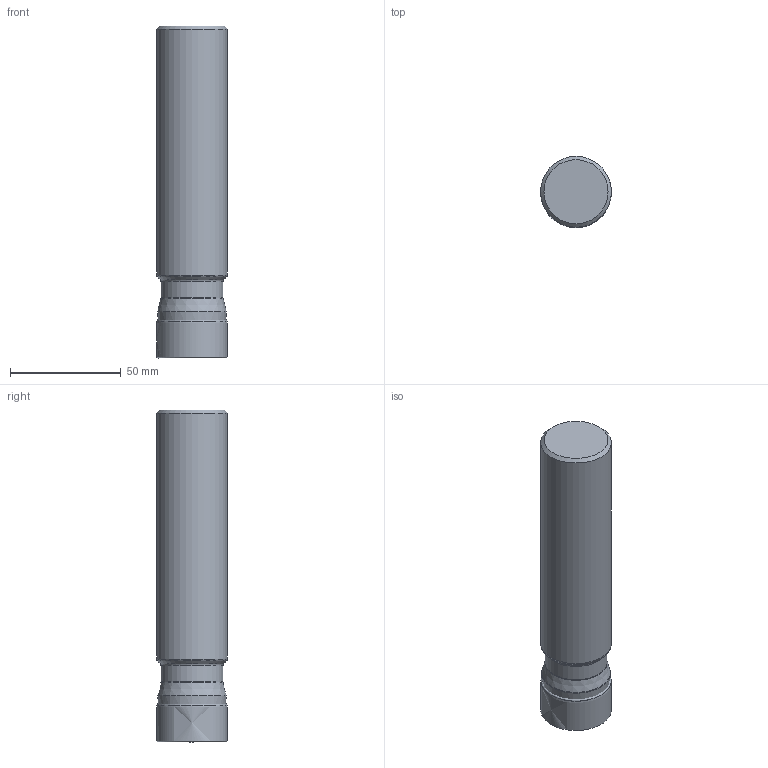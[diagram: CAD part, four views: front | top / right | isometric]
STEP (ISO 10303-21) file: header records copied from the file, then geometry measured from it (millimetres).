
FILE_DESCRIPTION(/* description */ (''),/* implementation_level */ '2;1');
FILE_NAME(/* name */ 'R217.64-3232.0-ZO16-3A_Basic.stp',/* time_stamp */ '2021-10-13T08:50:58+05:00',/* author */ (''),/* organization */ (''),/* preprocessor_version */ 'ST-DEVELOPER v16.7',/* originating_system */ 'SIEMENS PLM Software NX 12.0',/* authorisation */ '');
FILE_SCHEMA (('AUTOMOTIVE_DESIGN { 1 0 10303 214 3 1 1 1 }'));
Length unit declared in the file: millimetre
Products named in the file (4): CUT; NOCUT; ASSEMBLY_CONSTRUCTION; A2379808_stp_stp
Assembly tree (3 placements, depth 2):
  A2379808_stp_stp
    ASSEMBLY_CONSTRUCTION
    NOCUT
    CUT
Bounding box: 32 x 32 x 150 mm (x, y, z)
Volume: 126062.1 mm3; surface area: 19745.8 mm2
Topology: 2 solids, 2 shells, 23 faces, 49 edges, 36 vertices
Faces by surface type: revolution 7, cone 7, torus 5, plane 2, cylinder 2
Full cylindrical faces by diameter (mm): 28 x1, 32 x1
Entity records: 937 total; most frequent: CARTESIAN_POINT 364, DIRECTION 101, AXIS2_PLACEMENT_3D 47, EDGE_LOOP 44, ORIENTED_EDGE 44, FACE_BOUND 42, ADVANCED_FACE 23, VERTEX_POINT 22
